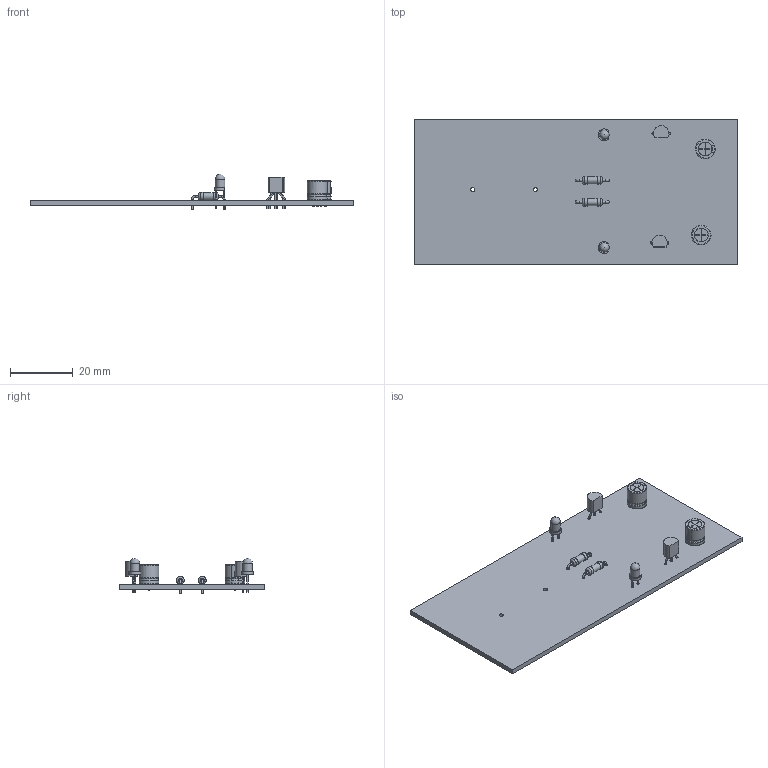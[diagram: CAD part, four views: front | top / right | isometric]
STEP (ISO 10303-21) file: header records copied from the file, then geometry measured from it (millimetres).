
FILE_DESCRIPTION(('KiCad electronic assembly'),'2;1');
FILE_NAME('IEEE soldering project.step','2024-10-10T20:34:04',('Pcbnew') ,('Kicad'),'Open CASCADE STEP processor 7.8','KiCad to STEP converter' ,'Unknown');
FILE_SCHEMA(('AUTOMOTIVE_DESIGN { 1 0 10303 214 1 1 1 1 }'));
Length unit declared in the file: millimetre
Products named in the file (10): IEEE soldering project 1; LED_D3.0mm; R_Axial_DIN0207_L6.3mm_D2.5mm_P10.16mm_Horizontal; R_Axial_DIN0207_L63mm_D25mm_P1016mm_Horizontal; CP_Radial_D6.3mm_P2.50mm; CP_Radial_D63mm_P250mm; TO-92_Inline_Wide; _autosave-IEEE soldering project_PCB
Assembly tree (13 placements, depth 3):
  IEEE soldering project 1
    LED_D3.0mm  x2
      LED_D3.0mm
    R_Axial_DIN0207_L6.3mm_D2.5mm_P10.16mm_Horizontal  x2
      R_Axial_DIN0207_L63mm_D25mm_P1016mm_Horizontal
    CP_Radial_D6.3mm_P2.50mm  x2
      CP_Radial_D63mm_P250mm
    TO-92_Inline_Wide  x2
      TO-92_Inline_Wide
    _autosave-IEEE soldering project_PCB
Bounding box: 103.5 x 46.5 x 11.3 mm (x, y, z)
Volume: 8349.5 mm3; surface area: 11202.6 mm2
Topology: 9 solids, 11 shells, 238 faces, 546 edges, 352 vertices
Faces by surface type: plane 142, cylinder 66, torus 12, revolution 8, bspline 8, sphere 2
Full cylindrical faces by diameter (mm): 0.5 x4, 0.6 x8, 0.8 x18, 1.3 x2, 2.25 x2, 2.5 x4, 3 x2
Entity records: 5343 total; most frequent: CARTESIAN_POINT 1207, DIRECTION 694, ORIENTED_EDGE 620, EDGE_CURVE 310, AXIS2_PLACEMENT_3D 254, VERTEX_POINT 201, FACE_BOUND 185, EDGE_LOOP 185
